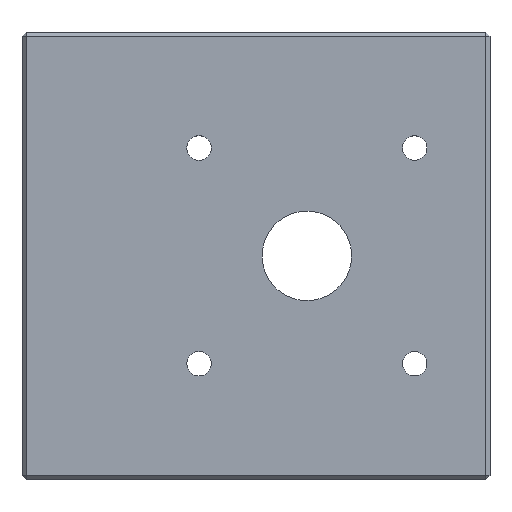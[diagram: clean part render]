
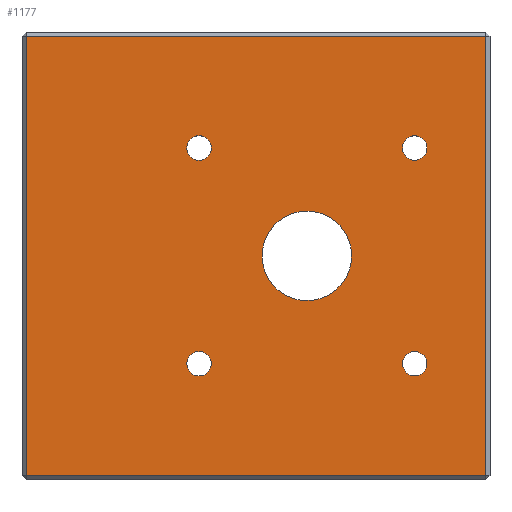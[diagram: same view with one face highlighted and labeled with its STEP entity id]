
A CAD part, top view. The second image highlights one B-rep face of the part: STEP entity #1177.
In plain terms, the highlighted planar face has unit normal (0, 0, 1).
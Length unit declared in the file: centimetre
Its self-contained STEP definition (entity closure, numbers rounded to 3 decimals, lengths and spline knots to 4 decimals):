
#207=VECTOR('',#1803,1.);
#209=VECTOR('',#1806,1.);
#211=VECTOR('',#1809,1.);
#215=VECTOR('',#1815,1.);
#315=LINE('',#1550,#207);
#317=LINE('',#1553,#209);
#319=LINE('',#1556,#211);
#323=LINE('',#1562,#215);
#373=PLANE('',#1277);
#402=VERTEX_POINT('',#1328);
#404=VERTEX_POINT('',#1334);
#406=VERTEX_POINT('',#1340);
#408=VERTEX_POINT('',#1346);
#410=VERTEX_POINT('',#1352);
#452=VERTEX_POINT('',#1482);
#455=VERTEX_POINT('',#1489);
#460=VERTEX_POINT('',#1502);
#465=VERTEX_POINT('',#1520);
#477=CIRCLE('',#1197,0.3);
#479=CIRCLE('',#1201,0.3);
#481=CIRCLE('',#1205,1.1);
#483=CIRCLE('',#1209,0.3);
#485=CIRCLE('',#1213,0.3);
#516=EDGE_CURVE('',#402,#402,#477,.T.);
#518=EDGE_CURVE('',#404,#404,#479,.T.);
#520=EDGE_CURVE('',#406,#406,#481,.T.);
#522=EDGE_CURVE('',#408,#408,#483,.T.);
#524=EDGE_CURVE('',#410,#410,#485,.T.);
#619=EDGE_CURVE('',#455,#465,#315,.T.);
#621=EDGE_CURVE('',#465,#460,#317,.T.);
#623=EDGE_CURVE('',#460,#452,#319,.T.);
#627=EDGE_CURVE('',#452,#455,#323,.T.);
#866=ORIENTED_EDGE('',*,*,#520,.T.);
#867=ORIENTED_EDGE('',*,*,#522,.T.);
#868=ORIENTED_EDGE('',*,*,#518,.T.);
#869=ORIENTED_EDGE('',*,*,#524,.T.);
#870=ORIENTED_EDGE('',*,*,#516,.T.);
#871=ORIENTED_EDGE('',*,*,#619,.F.);
#872=ORIENTED_EDGE('',*,*,#627,.F.);
#873=ORIENTED_EDGE('',*,*,#623,.F.);
#874=ORIENTED_EDGE('',*,*,#621,.F.);
#993=EDGE_LOOP('',(#866));
#994=EDGE_LOOP('',(#867));
#995=EDGE_LOOP('',(#868));
#996=EDGE_LOOP('',(#869));
#997=EDGE_LOOP('',(#870));
#998=EDGE_LOOP('',(#871,#872,#873,#874));
#1099=FACE_BOUND('',#993,.T.);
#1100=FACE_BOUND('',#994,.T.);
#1101=FACE_BOUND('',#995,.T.);
#1102=FACE_BOUND('',#996,.T.);
#1103=FACE_BOUND('',#997,.T.);
#1104=FACE_BOUND('',#998,.T.);
#1177=ADVANCED_FACE('',(#1099,#1100,#1101,#1102,#1103,#1104),#373,.T.);
#1197=AXIS2_PLACEMENT_3D('',#1327,#1612,#1613);
#1201=AXIS2_PLACEMENT_3D('',#1333,#1620,#1621);
#1205=AXIS2_PLACEMENT_3D('',#1339,#1628,#1629);
#1209=AXIS2_PLACEMENT_3D('',#1345,#1636,#1637);
#1213=AXIS2_PLACEMENT_3D('',#1351,#1644,#1645);
#1277=AXIS2_PLACEMENT_3D('',#1567,#1820,$);
#1327=CARTESIAN_POINT('',(4.15,2.65,4.));
#1328=CARTESIAN_POINT('',(4.45,2.65,4.));
#1333=CARTESIAN_POINT('',(-1.15,2.65,4.));
#1334=CARTESIAN_POINT('',(-0.85,2.65,4.));
#1339=CARTESIAN_POINT('',(1.5,0.,4.));
#1340=CARTESIAN_POINT('',(2.6,0.,4.));
#1345=CARTESIAN_POINT('',(4.15,-2.65,4.));
#1346=CARTESIAN_POINT('',(4.45,-2.65,4.));
#1351=CARTESIAN_POINT('',(-1.15,-2.65,4.));
#1352=CARTESIAN_POINT('',(-0.85,-2.65,4.));
#1482=CARTESIAN_POINT('',(5.9,-5.4,4.));
#1489=CARTESIAN_POINT('',(-5.4,-5.4,4.));
#1502=CARTESIAN_POINT('',(5.9,5.4,4.));
#1520=CARTESIAN_POINT('',(-5.4,5.4,4.));
#1550=CARTESIAN_POINT('',(-5.4,0.,4.));
#1553=CARTESIAN_POINT('',(0.25,5.4,4.));
#1556=CARTESIAN_POINT('',(5.9,0.,4.));
#1562=CARTESIAN_POINT('',(0.25,-5.4,4.));
#1567=CARTESIAN_POINT('',(0.25,0.,4.));
#1612=DIRECTION('',(0.,0.,-1.));
#1613=DIRECTION('',(0.3,0.,0.));
#1620=DIRECTION('',(0.,0.,-1.));
#1621=DIRECTION('',(0.3,0.,0.));
#1628=DIRECTION('',(0.,0.,-1.));
#1629=DIRECTION('',(1.1,0.,0.));
#1636=DIRECTION('',(0.,0.,-1.));
#1637=DIRECTION('',(0.3,0.,0.));
#1644=DIRECTION('',(0.,0.,-1.));
#1645=DIRECTION('',(0.3,0.,0.));
#1803=DIRECTION('',(0.,1.,0.));
#1806=DIRECTION('',(1.,0.,0.));
#1809=DIRECTION('',(0.,-1.,0.));
#1815=DIRECTION('',(-1.,0.,0.));
#1820=DIRECTION('',(0.,0.,1.));
